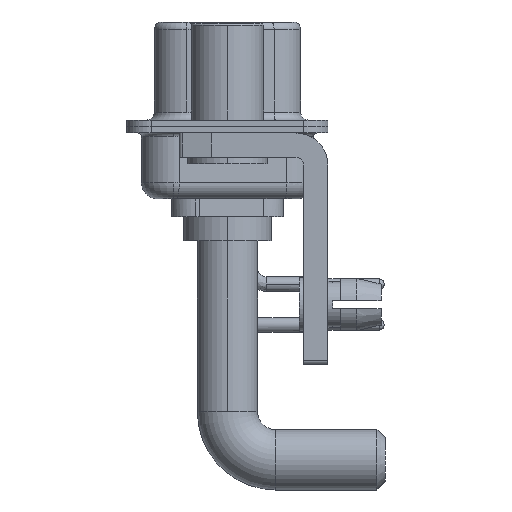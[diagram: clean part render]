
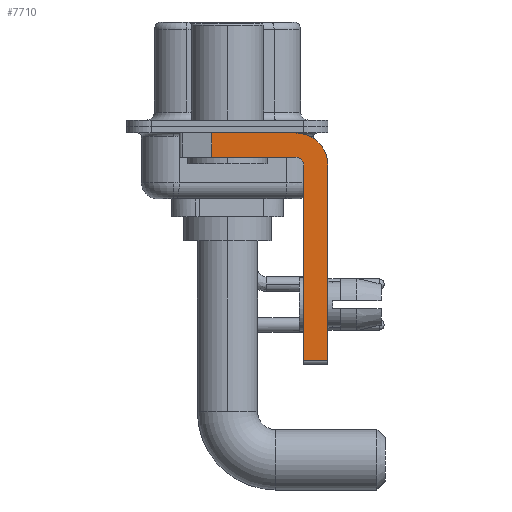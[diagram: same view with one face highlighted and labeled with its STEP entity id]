
A CAD part, left-side view. The second image highlights one B-rep face of the part: STEP entity #7710.
In plain terms, the highlighted planar face has unit normal (-1, 0, 0).
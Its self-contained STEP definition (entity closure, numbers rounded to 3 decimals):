
#690 = CARTESIAN_POINT ( 'NONE',  ( -2.9, -4.75, -2.4 ) ) ;
#882 = LINE ( 'NONE', #10631, #7817 ) ;
#978 = CARTESIAN_POINT ( 'NONE',  ( -2.9, -4.25, -14.55 ) ) ;
#1384 = EDGE_CURVE ( 'NONE', #2560, #26810, #12694, .T. ) ;
#1760 = VERTEX_POINT ( 'NONE', #8733 ) ;
#2560 = VERTEX_POINT ( 'NONE', #690 ) ;
#3035 = EDGE_CURVE ( 'NONE', #13166, #1760, #18002, .T. ) ;
#3575 = DIRECTION ( 'NONE',  ( 1., 0., 0. ) ) ;
#4038 = CARTESIAN_POINT ( 'NONE',  ( -2.9, 0.978, -1.9 ) ) ;
#4507 = LINE ( 'NONE', #4038, #19064 ) ;
#5031 = CARTESIAN_POINT ( 'NONE',  ( -2.9, 0.978, -1.9 ) ) ;
#5060 = VECTOR ( 'NONE', #8119, 1000. ) ;
#5425 = ORIENTED_EDGE ( 'NONE', *, *, #18899, .T. ) ;
#5700 = ORIENTED_EDGE ( 'NONE', *, *, #17359, .F. ) ;
#5701 = DIRECTION ( 'NONE',  ( 0., -1., 0. ) ) ;
#5733 = CIRCLE ( 'NONE', #13484, 2. ) ;
#6571 = DIRECTION ( 'NONE',  ( 0., 0., -1. ) ) ;
#6726 = PLANE ( 'NONE',  #21619 ) ;
#7710 = ADVANCED_FACE ( 'NONE', ( #11587 ), #6726, .F. ) ;
#7817 = VECTOR ( 'NONE', #30418, 1000. ) ;
#8119 = DIRECTION ( 'NONE',  ( 0., -1., 0. ) ) ;
#8733 = CARTESIAN_POINT ( 'NONE',  ( -2.9, -4.25, -0.4 ) ) ;
#9333 = EDGE_CURVE ( 'NONE', #31411, #2560, #18318, .T. ) ;
#9470 = EDGE_LOOP ( 'NONE', ( #22750, #30896, #17502, #13991, #20543, #5425, #18022, #5700 ) ) ;
#9703 = CARTESIAN_POINT ( 'NONE',  ( -2.9, -4.25, -1.9 ) ) ;
#10070 = VERTEX_POINT ( 'NONE', #17493 ) ;
#10331 = EDGE_CURVE ( 'NONE', #13166, #16400, #4507, .T. ) ;
#10559 = LINE ( 'NONE', #978, #26455 ) ;
#10631 = CARTESIAN_POINT ( 'NONE',  ( -2.9, -4.25, -1.9 ) ) ;
#10870 = EDGE_CURVE ( 'NONE', #10070, #13084, #22329, .T. ) ;
#11212 = DIRECTION ( 'NONE',  ( 0., 0., -1. ) ) ;
#11587 = FACE_OUTER_BOUND ( 'NONE', #9470, .T. ) ;
#11659 = DIRECTION ( 'NONE',  ( 0., 0., -1. ) ) ;
#12031 = CARTESIAN_POINT ( 'NONE',  ( -2.9, 0.978, -0.4 ) ) ;
#12694 = CIRCLE ( 'NONE', #27206, 0.5 ) ;
#13084 = VERTEX_POINT ( 'NONE', #17373 ) ;
#13166 = VERTEX_POINT ( 'NONE', #12031 ) ;
#13484 = AXIS2_PLACEMENT_3D ( 'NONE', #18336, #3575, #11212 ) ;
#13991 = ORIENTED_EDGE ( 'NONE', *, *, #1384, .F. ) ;
#14850 = DIRECTION ( 'NONE',  ( 0., 0., -1. ) ) ;
#16400 = VERTEX_POINT ( 'NONE', #5031 ) ;
#17359 = EDGE_CURVE ( 'NONE', #1760, #10070, #5733, .T. ) ;
#17373 = CARTESIAN_POINT ( 'NONE',  ( -2.9, -6.25, -14.55 ) ) ;
#17493 = CARTESIAN_POINT ( 'NONE',  ( -2.9, -6.25, -2.4 ) ) ;
#17502 = ORIENTED_EDGE ( 'NONE', *, *, #25605, .F. ) ;
#18002 = LINE ( 'NONE', #22889, #5060 ) ;
#18022 = ORIENTED_EDGE ( 'NONE', *, *, #10870, .F. ) ;
#18318 = LINE ( 'NONE', #20939, #24241 ) ;
#18336 = CARTESIAN_POINT ( 'NONE',  ( -2.9, -4.25, -2.4 ) ) ;
#18889 = CARTESIAN_POINT ( 'NONE',  ( -2.9, -4.25, -2.4 ) ) ;
#18899 = EDGE_CURVE ( 'NONE', #31411, #13084, #10559, .T. ) ;
#19064 = VECTOR ( 'NONE', #11659, 1000. ) ;
#19991 = VECTOR ( 'NONE', #14850, 1000. ) ;
#20543 = ORIENTED_EDGE ( 'NONE', *, *, #9333, .F. ) ;
#20939 = CARTESIAN_POINT ( 'NONE',  ( -2.9, -4.75, -14.8 ) ) ;
#21619 = AXIS2_PLACEMENT_3D ( 'NONE', #18889, #28785, #6571 ) ;
#22329 = LINE ( 'NONE', #27205, #19991 ) ;
#22750 = ORIENTED_EDGE ( 'NONE', *, *, #3035, .F. ) ;
#22889 = CARTESIAN_POINT ( 'NONE',  ( -2.9, 3., -0.4 ) ) ;
#23366 = DIRECTION ( 'NONE',  ( 0., 0., 1. ) ) ;
#24241 = VECTOR ( 'NONE', #23366, 1000. ) ;
#24935 = CARTESIAN_POINT ( 'NONE',  ( -2.9, -4.75, -14.55 ) ) ;
#25605 = EDGE_CURVE ( 'NONE', #26810, #16400, #882, .T. ) ;
#26161 = DIRECTION ( 'NONE',  ( 0., 0., 1. ) ) ;
#26318 = DIRECTION ( 'NONE',  ( -1., 0., 0. ) ) ;
#26455 = VECTOR ( 'NONE', #5701, 1000. ) ;
#26473 = CARTESIAN_POINT ( 'NONE',  ( -2.9, -4.25, -2.4 ) ) ;
#26810 = VERTEX_POINT ( 'NONE', #9703 ) ;
#27205 = CARTESIAN_POINT ( 'NONE',  ( -2.9, -6.25, -2.4 ) ) ;
#27206 = AXIS2_PLACEMENT_3D ( 'NONE', #26473, #26318, #26161 ) ;
#28785 = DIRECTION ( 'NONE',  ( 1., 0., 0. ) ) ;
#30418 = DIRECTION ( 'NONE',  ( 0., 1., 0. ) ) ;
#30896 = ORIENTED_EDGE ( 'NONE', *, *, #10331, .T. ) ;
#31411 = VERTEX_POINT ( 'NONE', #24935 ) ;
